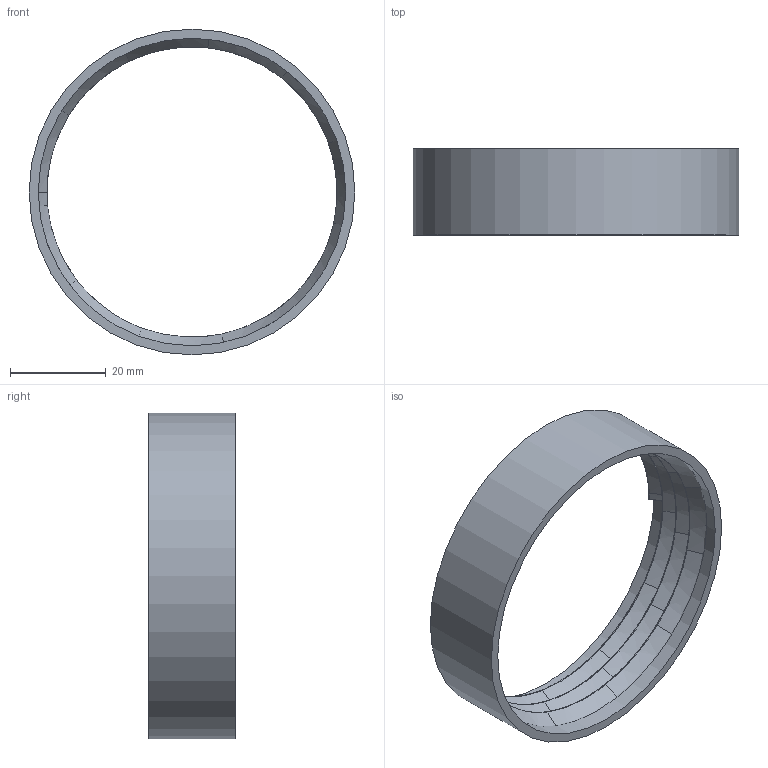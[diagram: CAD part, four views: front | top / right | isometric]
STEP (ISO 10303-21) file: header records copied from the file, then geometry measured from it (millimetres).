
FILE_DESCRIPTION(/* description */ (''),/* implementation_level */ '2;1');
FILE_NAME(/* name */ 'bouchon_gros v9.step',/* time_stamp */ '2025-05-29T16:22:36+02:00',/* author */ (''),/* organization */ (''),/* preprocessor_version */ 'ST-DEVELOPER v20.1',/* originating_system */ 'Autodesk Translation Framework v14.4.0.0',/* authorisation */ '');
FILE_SCHEMA (('AUTOMOTIVE_DESIGN { 1 0 10303 214 3 1 1 }'));
Length unit declared in the file: millimetre
Products named in the file (1): bouchon_gros
Bounding box: 68 x 18 x 68 mm (x, y, z)
Volume: 9445.4 mm3; surface area: 14563.8 mm2
Topology: 2 solids, 2 shells, 94 faces, 228 edges, 138 vertices
Faces by surface type: bspline 83, cylinder 6, plane 4, sphere 1
Full cylindrical faces by diameter (mm): 64.2 x1, 64.3 x3, 68 x1
Entity records: 4529 total; most frequent: CARTESIAN_POINT 2867, ORIENTED_EDGE 456, EDGE_CURVE 228, B_SPLINE_CURVE_WITH_KNOTS 173, VERTEX_POINT 138, DIRECTION 125, EDGE_LOOP 96, FACE_OUTER_BOUND 94
